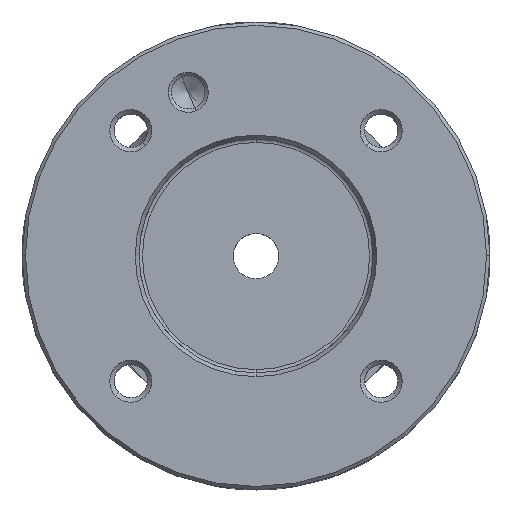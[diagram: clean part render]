
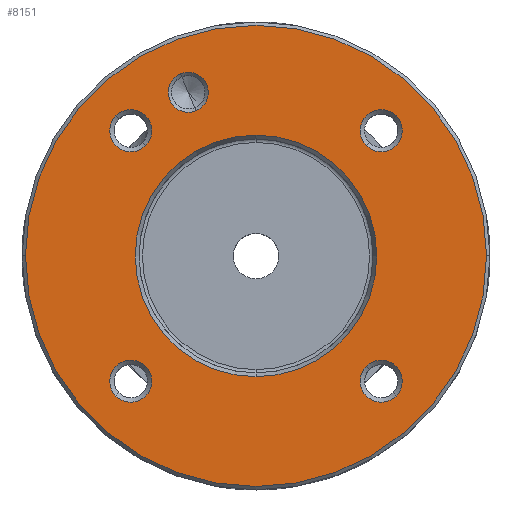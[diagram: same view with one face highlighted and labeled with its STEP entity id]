
A CAD part, top view. The second image highlights one B-rep face of the part: STEP entity #8151.
In plain terms, the highlighted planar face has unit normal (0, 0, 1).
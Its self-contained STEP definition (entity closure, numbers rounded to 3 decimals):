
#1143=CARTESIAN_POINT('',(0.,0.,
60.));
#1144=DIRECTION('',(0.,0.,1.));
#1145=DIRECTION('',(-1.,0.,0.));
#1146=AXIS2_PLACEMENT_3D('',#1143,#1144,#1145);
#1151=CARTESIAN_POINT('',(0.,0.,
60.));
#1152=DIRECTION('',(0.,0.,1.));
#1153=DIRECTION('',(1.,0.,0.));
#1154=AXIS2_PLACEMENT_3D('',#1151,#1152,#1153);
#1159=CARTESIAN_POINT('',(-10.141,24.483,60.));
#1160=DIRECTION('',(0.,0.,-1.));
#1161=DIRECTION('',(0.383,-0.924,0.));
#1162=AXIS2_PLACEMENT_3D('',#1159,#1160,#1161);
#1167=CARTESIAN_POINT('',(-10.141,24.483,60.));
#1168=DIRECTION('',(0.,0.,-1.));
#1169=DIRECTION('',(-0.383,0.924,0.));
#1170=AXIS2_PLACEMENT_3D('',#1167,#1168,#1169);
#1175=CARTESIAN_POINT('',(-18.738,-18.738,60.));
#1176=DIRECTION('',(0.,0.,-1.));
#1177=DIRECTION('',(-0.707,-0.707,0.));
#1178=AXIS2_PLACEMENT_3D('',#1175,#1176,#1177);
#1183=CARTESIAN_POINT('',(-18.738,-18.738,60.));
#1184=DIRECTION('',(0.,0.,-1.));
#1185=DIRECTION('',(0.707,0.707,0.));
#1186=AXIS2_PLACEMENT_3D('',#1183,#1184,#1185);
#1191=CARTESIAN_POINT('',(-18.738,18.738,60.));
#1192=DIRECTION('',(0.,0.,-1.));
#1193=DIRECTION('',(-0.707,0.707,0.));
#1194=AXIS2_PLACEMENT_3D('',#1191,#1192,#1193);
#1199=CARTESIAN_POINT('',(-18.738,18.738,60.));
#1200=DIRECTION('',(0.,0.,-1.));
#1201=DIRECTION('',(0.707,-0.707,0.));
#1202=AXIS2_PLACEMENT_3D('',#1199,#1200,#1201);
#1207=CARTESIAN_POINT('',(18.738,18.738,60.));
#1208=DIRECTION('',(0.,0.,-1.));
#1209=DIRECTION('',(0.707,0.707,0.));
#1210=AXIS2_PLACEMENT_3D('',#1207,#1208,#1209);
#1215=CARTESIAN_POINT('',(18.738,18.738,60.));
#1216=DIRECTION('',(0.,0.,-1.));
#1217=DIRECTION('',(-0.707,-0.707,0.));
#1218=AXIS2_PLACEMENT_3D('',#1215,#1216,#1217);
#1223=CARTESIAN_POINT('',(18.738,-18.738,60.));
#1224=DIRECTION('',(0.,0.,-1.));
#1225=DIRECTION('',(0.707,-0.707,0.));
#1226=AXIS2_PLACEMENT_3D('',#1223,#1224,#1225);
#1231=CARTESIAN_POINT('',(18.738,-18.738,60.));
#1232=DIRECTION('',(0.,0.,-1.));
#1233=DIRECTION('',(-0.707,0.707,0.));
#1234=AXIS2_PLACEMENT_3D('',#1231,#1232,#1233);
#1246=CARTESIAN_POINT('',(0.,0.,60.));
#1247=DIRECTION('',(0.,0.,-1.));
#1248=DIRECTION('',(0.,-1.,0.));
#1249=AXIS2_PLACEMENT_3D('',#1246,#1247,#1248);
#1262=CARTESIAN_POINT('',(0.,0.,60.));
#1263=DIRECTION('',(0.,0.,-1.));
#1264=DIRECTION('',(0.,1.,0.));
#1265=AXIS2_PLACEMENT_3D('',#1262,#1263,#1264);
#7221=CARTESIAN_POINT('',(-8.993,21.711,60.));
#7222=VERTEX_POINT('',#7221);
#7223=CARTESIAN_POINT('',(-11.289,27.254,60.));
#7224=VERTEX_POINT('',#7223);
#7229=CARTESIAN_POINT('',(-20.966,-20.966,60.));
#7231=VERTEX_POINT('',#7229);
#7233=CARTESIAN_POINT('',(-16.511,-16.511,60.));
#7234=VERTEX_POINT('',#7233);
#7237=CARTESIAN_POINT('',(-20.966,20.966,60.));
#7238=VERTEX_POINT('',#7237);
#7239=CARTESIAN_POINT('',(-16.511,16.511,60.));
#7240=VERTEX_POINT('',#7239);
#7243=CARTESIAN_POINT('',(20.966,20.966,60.));
#7244=VERTEX_POINT('',#7243);
#7245=CARTESIAN_POINT('',(16.511,16.511,60.));
#7246=VERTEX_POINT('',#7245);
#7249=CARTESIAN_POINT('',(20.966,-20.966,60.));
#7250=VERTEX_POINT('',#7249);
#7251=CARTESIAN_POINT('',(16.511,-16.511,60.));
#7252=VERTEX_POINT('',#7251);
#7309=CARTESIAN_POINT('',(0.,-18.077,60.));
#7310=CARTESIAN_POINT('',(0.,18.077,60.));
#7311=VERTEX_POINT('',#7309);
#7312=VERTEX_POINT('',#7310);
#7333=CARTESIAN_POINT('',(-34.5,0.,60.));
#7334=CARTESIAN_POINT('',(34.5,0.,
60.));
#7335=VERTEX_POINT('',#7333);
#7336=VERTEX_POINT('',#7334);
#8105=CARTESIAN_POINT('',(0.,0.,60.));
#8106=DIRECTION('',(0.,0.,-1.));
#8107=DIRECTION('',(1.,0.,0.));
#8108=AXIS2_PLACEMENT_3D('',#8105,#8106,#8107);
#8109=PLANE('',#8108);
#8110=ORIENTED_EDGE('',*,*,#8095,.F.);
#8112=ORIENTED_EDGE('',*,*,#8111,.F.);
#8113=EDGE_LOOP('',(#8110,#8112));
#8114=FACE_OUTER_BOUND('',#8113,.F.);
#8116=ORIENTED_EDGE('',*,*,#8115,.F.);
#8118=ORIENTED_EDGE('',*,*,#8117,.F.);
#8119=EDGE_LOOP('',(#8116,#8118));
#8120=FACE_BOUND('',#8119,.F.);
#8122=ORIENTED_EDGE('',*,*,#8121,.F.);
#8124=ORIENTED_EDGE('',*,*,#8123,.F.);
#8125=EDGE_LOOP('',(#8122,#8124));
#8126=FACE_BOUND('',#8125,.F.);
#8128=ORIENTED_EDGE('',*,*,#8127,.F.);
#8130=ORIENTED_EDGE('',*,*,#8129,.F.);
#8131=EDGE_LOOP('',(#8128,#8130));
#8132=FACE_BOUND('',#8131,.F.);
#8134=ORIENTED_EDGE('',*,*,#8133,.F.);
#8136=ORIENTED_EDGE('',*,*,#8135,.F.);
#8137=EDGE_LOOP('',(#8134,#8136));
#8138=FACE_BOUND('',#8137,.F.);
#8140=ORIENTED_EDGE('',*,*,#8139,.F.);
#8142=ORIENTED_EDGE('',*,*,#8141,.F.);
#8143=EDGE_LOOP('',(#8140,#8142));
#8144=FACE_BOUND('',#8143,.F.);
#8146=ORIENTED_EDGE('',*,*,#8145,.F.);
#8148=ORIENTED_EDGE('',*,*,#8147,.F.);
#8149=EDGE_LOOP('',(#8146,#8148));
#8150=FACE_BOUND('',#8149,.F.);
#1147=CIRCLE('',#1146,34.5);
#1155=CIRCLE('',#1154,34.5);
#1163=CIRCLE('',#1162,3.);
#1171=CIRCLE('',#1170,3.);
#1179=CIRCLE('',#1178,3.15);
#1187=CIRCLE('',#1186,3.15);
#1195=CIRCLE('',#1194,3.15);
#1203=CIRCLE('',#1202,3.15);
#1211=CIRCLE('',#1210,3.15);
#1219=CIRCLE('',#1218,3.15);
#1227=CIRCLE('',#1226,3.15);
#1235=CIRCLE('',#1234,3.15);
#1250=CIRCLE('',#1249,18.077);
#1266=CIRCLE('',#1265,18.077);
#8095=EDGE_CURVE('',#7335,#7336,#1147,.T.);
#8111=EDGE_CURVE('',#7336,#7335,#1155,.T.);
#8115=EDGE_CURVE('',#7311,#7312,#1250,.T.);
#8117=EDGE_CURVE('',#7312,#7311,#1266,.T.);
#8121=EDGE_CURVE('',#7222,#7224,#1163,.T.);
#8123=EDGE_CURVE('',#7224,#7222,#1171,.T.);
#8127=EDGE_CURVE('',#7231,#7234,#1179,.T.);
#8129=EDGE_CURVE('',#7234,#7231,#1187,.T.);
#8133=EDGE_CURVE('',#7238,#7240,#1195,.T.);
#8135=EDGE_CURVE('',#7240,#7238,#1203,.T.);
#8139=EDGE_CURVE('',#7244,#7246,#1211,.T.);
#8141=EDGE_CURVE('',#7246,#7244,#1219,.T.);
#8145=EDGE_CURVE('',#7250,#7252,#1227,.T.);
#8147=EDGE_CURVE('',#7252,#7250,#1235,.T.);
#8151=ADVANCED_FACE('',(#8114,#8120,#8126,#8132,#8138,#8144,#8150),#8109,.F.);
